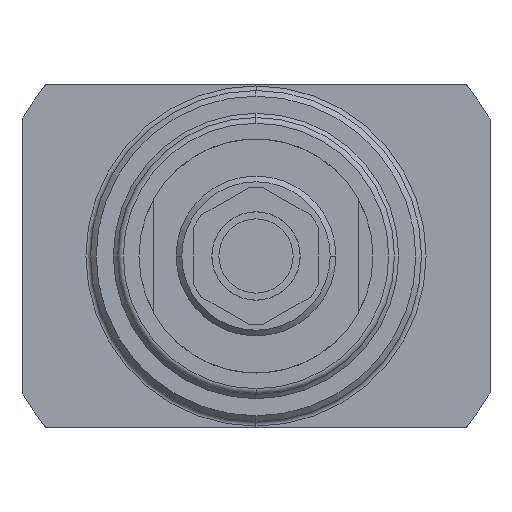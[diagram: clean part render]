
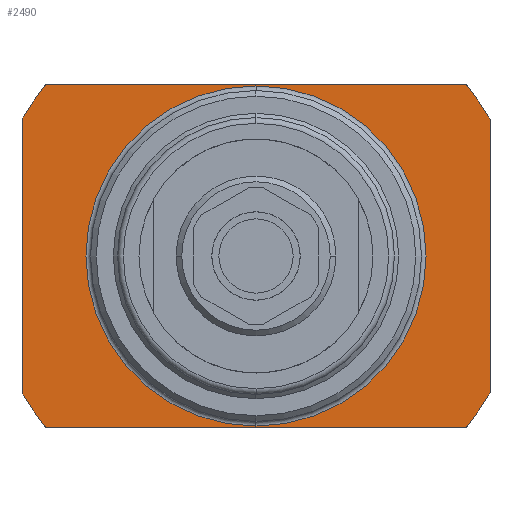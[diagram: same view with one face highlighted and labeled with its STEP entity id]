
A CAD part, left-side view. The second image highlights one B-rep face of the part: STEP entity #2490.
In plain terms, the highlighted planar face has unit normal (-1, 0, 0).
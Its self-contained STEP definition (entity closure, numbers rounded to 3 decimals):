
#6=CARTESIAN_POINT('',(-24.5,0.,0.));
#7=DIRECTION('',(-1.,0.,0.));
#8=DIRECTION('',(0.,-0.775,-0.632));
#9=AXIS2_PLACEMENT_3D('',#6,#7,#8);
#23=DIRECTION('',(0.,1.,0.));
#24=VECTOR('',#23,73.655);
#25=CARTESIAN_POINT('',(-24.5,-36.827,-30.));
#26=LINE('',#25,#24);
#27=DIRECTION('',(0.,0.,1.));
#28=VECTOR('',#27,47.969);
#29=CARTESIAN_POINT('',(-24.5,41.,-23.984));
#30=LINE('',#29,#28);
#31=DIRECTION('',(0.,-1.,0.));
#32=VECTOR('',#31,73.655);
#33=CARTESIAN_POINT('',(-24.5,36.827,30.));
#34=LINE('',#33,#32);
#35=DIRECTION('',(0.,0.,-1.));
#36=VECTOR('',#35,47.969);
#37=CARTESIAN_POINT('',(-24.5,-41.,23.984));
#38=LINE('',#37,#36);
#232=CARTESIAN_POINT('',(-24.5,0.,0.));
#233=DIRECTION('',(-1.,0.,0.));
#234=DIRECTION('',(0.,-0.863,0.505));
#235=AXIS2_PLACEMENT_3D('',#232,#233,#234);
#344=CARTESIAN_POINT('',(-24.5,0.,0.));
#345=DIRECTION('',(1.,0.,0.));
#346=DIRECTION('',(0.,0.863,0.505));
#347=AXIS2_PLACEMENT_3D('',#344,#345,#346);
#366=CARTESIAN_POINT('',(-24.5,0.,0.));
#367=DIRECTION('',(1.,0.,0.));
#368=DIRECTION('',(0.,0.775,-0.632));
#369=AXIS2_PLACEMENT_3D('',#366,#367,#368);
#1260=CARTESIAN_POINT('',(-24.5,0.,0.));
#1261=DIRECTION('',(-1.,0.,0.));
#1262=DIRECTION('',(0.,0.,1.));
#1263=AXIS2_PLACEMENT_3D('',#1260,#1261,#1262);
#1275=CARTESIAN_POINT('',(-24.5,0.,0.));
#1276=DIRECTION('',(-1.,0.,0.));
#1277=DIRECTION('',(0.,0.,-1.));
#1278=AXIS2_PLACEMENT_3D('',#1275,#1276,#1277);
#1889=CARTESIAN_POINT('',(-24.5,-36.827,-30.));
#1891=VERTEX_POINT('',#1889);
#1893=CARTESIAN_POINT('',(-24.5,-36.827,30.));
#1895=VERTEX_POINT('',#1893);
#1900=CARTESIAN_POINT('',(-24.5,36.827,-30.));
#1901=VERTEX_POINT('',#1900);
#1902=CARTESIAN_POINT('',(-24.5,41.,-23.984));
#1903=CARTESIAN_POINT('',(-24.5,41.,23.984));
#1904=VERTEX_POINT('',#1902);
#1905=VERTEX_POINT('',#1903);
#1906=CARTESIAN_POINT('',(-24.5,36.827,30.));
#1907=VERTEX_POINT('',#1906);
#1908=CARTESIAN_POINT('',(-24.5,-41.,23.984));
#1909=CARTESIAN_POINT('',(-24.5,-41.,-23.984));
#1910=VERTEX_POINT('',#1908);
#1911=VERTEX_POINT('',#1909);
#1952=CARTESIAN_POINT('',(-24.5,0.,29.8));
#1953=CARTESIAN_POINT('',(-24.5,0.,-29.8));
#1954=VERTEX_POINT('',#1952);
#1955=VERTEX_POINT('',#1953);
#2463=CARTESIAN_POINT('',(-24.5,0.,0.));
#2464=DIRECTION('',(-1.,0.,0.));
#2465=DIRECTION('',(0.,0.,1.));
#2466=AXIS2_PLACEMENT_3D('',#2463,#2464,#2465);
#2467=PLANE('',#2466);
#2469=ORIENTED_EDGE('',*,*,#2468,.T.);
#2471=ORIENTED_EDGE('',*,*,#2470,.T.);
#2473=ORIENTED_EDGE('',*,*,#2472,.T.);
#2475=ORIENTED_EDGE('',*,*,#2474,.T.);
#2477=ORIENTED_EDGE('',*,*,#2476,.T.);
#2479=ORIENTED_EDGE('',*,*,#2478,.F.);
#2480=ORIENTED_EDGE('',*,*,#2456,.T.);
#2481=ORIENTED_EDGE('',*,*,#2427,.F.);
#2482=EDGE_LOOP('',(#2469,#2471,#2473,#2475,#2477,#2479,#2480,#2481));
#2483=FACE_OUTER_BOUND('',#2482,.F.);
#2485=ORIENTED_EDGE('',*,*,#2484,.T.);
#2487=ORIENTED_EDGE('',*,*,#2486,.T.);
#2488=EDGE_LOOP('',(#2485,#2487));
#2489=FACE_BOUND('',#2488,.F.);
#2490=ADVANCED_FACE('',(#2483,#2489),#2467,.T.);
#10=CIRCLE('',#9,47.5);
#236=CIRCLE('',#235,47.5);
#348=CIRCLE('',#347,47.5);
#370=CIRCLE('',#369,47.5);
#1264=CIRCLE('',#1263,29.8);
#1279=CIRCLE('',#1278,29.8);
#2427=EDGE_CURVE('',#1891,#1911,#10,.T.);
#2456=EDGE_CURVE('',#1910,#1911,#38,.T.);
#2468=EDGE_CURVE('',#1891,#1901,#26,.T.);
#2470=EDGE_CURVE('',#1901,#1904,#370,.T.);
#2472=EDGE_CURVE('',#1904,#1905,#30,.T.);
#2474=EDGE_CURVE('',#1905,#1907,#348,.T.);
#2476=EDGE_CURVE('',#1907,#1895,#34,.T.);
#2478=EDGE_CURVE('',#1910,#1895,#236,.T.);
#2484=EDGE_CURVE('',#1954,#1955,#1264,.T.);
#2486=EDGE_CURVE('',#1955,#1954,#1279,.T.);
